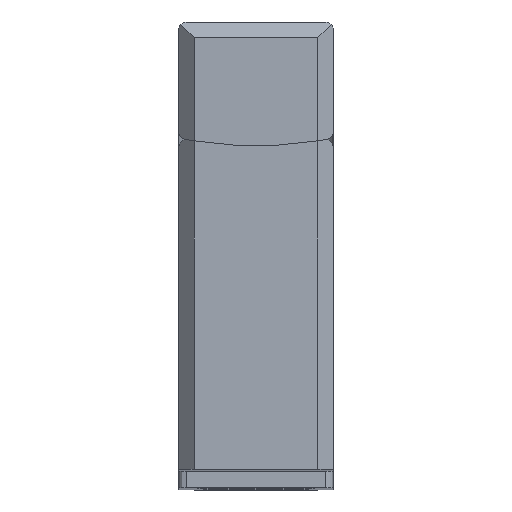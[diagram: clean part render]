
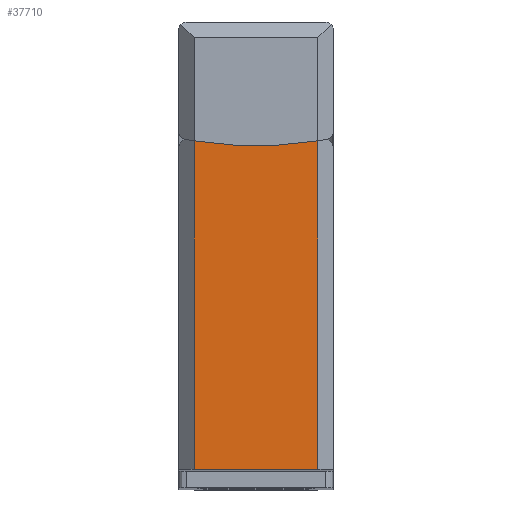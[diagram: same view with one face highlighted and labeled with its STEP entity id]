
A CAD part, top view. The second image highlights one B-rep face of the part: STEP entity #37710.
In plain terms, the highlighted planar face has unit normal (0, 0, 1).
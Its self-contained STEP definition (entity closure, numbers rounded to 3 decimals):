
#34650=CARTESIAN_POINT('',(-9.,-21.217,0.));
#34660=VERTEX_POINT('',#34650);
#34690=CARTESIAN_POINT('',(-5.,-45.895,0.));
#34700=DIRECTION('',(0.,0.,1.));
#34710=DIRECTION('',(-1.,0.,0.));
#34720=AXIS2_PLACEMENT_3D('',#34690,#34700,#34710);
#34730=CIRCLE('',#34720,25.);
#34740=CARTESIAN_POINT('',(-1.,-21.217,0.));
#34750=VERTEX_POINT('',#34740);
#34760=EDGE_CURVE('',#34750,#34660,#34730,.T.);
#36400=CARTESIAN_POINT('',(0.,0.,0.));
#36410=DIRECTION('',(-1.,0.,0.));
#36420=VECTOR('',#36410,1.);
#36430=LINE('',#36400,#36420);
#36440=CARTESIAN_POINT('',(-1.,0.,0.));
#36450=VERTEX_POINT('',#36440);
#36460=CARTESIAN_POINT('',(-9.,0.,
0.));
#36470=VERTEX_POINT('',#36460);
#36480=EDGE_CURVE('',#36450,#36470,#36430,.T.);
#37500=CARTESIAN_POINT('',(0.,0.,0.));
#37510=DIRECTION('',(0.,0.,1.));
#37520=DIRECTION('',(-1.,0.,0.));
#37530=AXIS2_PLACEMENT_3D('',#37500,#37510,#37520);
#37540=PLANE('',#37530);
#37550=CARTESIAN_POINT('',(-9.,-10.7,0.));
#37560=DIRECTION('',(0.,-1.,0.));
#37570=VECTOR('',#37560,1.);
#37580=LINE('',#37550,#37570);
#37590=EDGE_CURVE('',#36470,#34660,#37580,.T.);
#37600=ORIENTED_EDGE('',*,*,#37590,.T.);
#37610=ORIENTED_EDGE('',*,*,#36480,.T.);
#37620=CARTESIAN_POINT('',(-1.,-10.7,0.));
#37630=DIRECTION('',(0.,-1.,0.));
#37640=VECTOR('',#37630,1.);
#37650=LINE('',#37620,#37640);
#37660=EDGE_CURVE('',#36450,#34750,#37650,.T.);
#37670=ORIENTED_EDGE('',*,*,#37660,.F.);
#37680=ORIENTED_EDGE('',*,*,#34760,.F.);
#37690=EDGE_LOOP('',(#37680,#37670,#37610,#37600));
#37700=FACE_OUTER_BOUND('',#37690,.T.);
#37710=ADVANCED_FACE('',(#37700),#37540,.T.);
